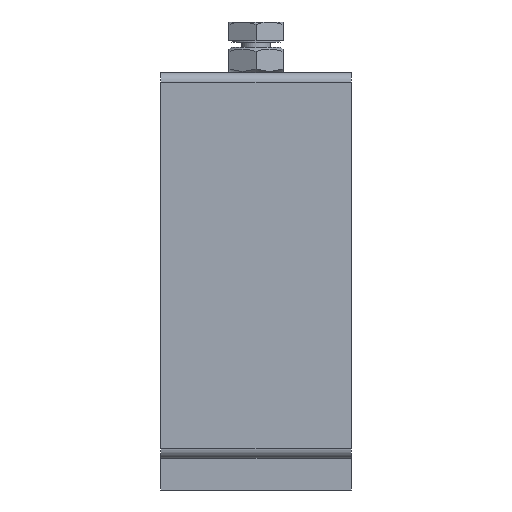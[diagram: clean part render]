
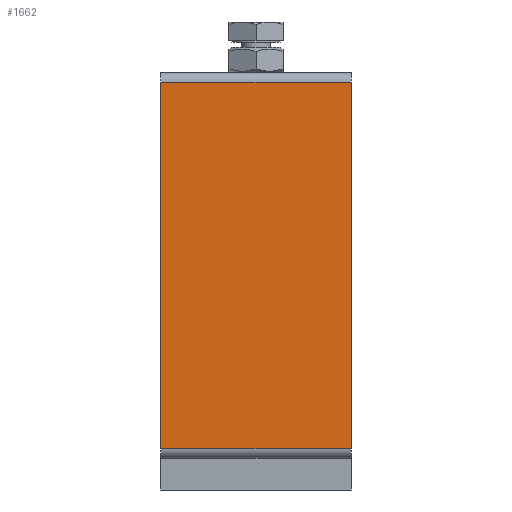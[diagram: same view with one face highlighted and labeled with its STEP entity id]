
A CAD part, left-side view. The second image highlights one B-rep face of the part: STEP entity #1662.
In plain terms, the highlighted face is planar.
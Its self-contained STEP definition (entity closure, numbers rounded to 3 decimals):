
#285=FACE_OUTER_BOUND($,#396,.T.);
#396=EDGE_LOOP($,(#1304,#1305,#1306,#1307));
#536=LINE($,#2599,#670);
#541=LINE($,#2618,#675);
#542=LINE($,#2622,#676);
#543=LINE($,#2623,#677);
#670=VECTOR($,#2103,115.3);
#675=VECTOR($,#2124,60.);
#676=VECTOR($,#2129,60.);
#677=VECTOR($,#2130,115.3);
#801=VERTEX_POINT($,#2596);
#802=VERTEX_POINT($,#2598);
#808=VERTEX_POINT($,#2617);
#809=VERTEX_POINT($,#2621);
#982=EDGE_CURVE($,#801,#802,#536,.T.);
#991=EDGE_CURVE($,#808,#802,#541,.T.);
#993=EDGE_CURVE($,#809,#801,#542,.T.);
#994=EDGE_CURVE($,#809,#808,#543,.T.);
#1304=ORIENTED_EDGE($,*,*,#982,.F.);
#1305=ORIENTED_EDGE($,*,*,#993,.F.);
#1306=ORIENTED_EDGE($,*,*,#994,.T.);
#1307=ORIENTED_EDGE($,*,*,#991,.T.);
#1590=PLANE($,#1805);
#1662=ADVANCED_FACE($,(#285),#1590,.T.);
#1805=AXIS2_PLACEMENT_3D($,#2620,#2127,#2128);
#2103=DIRECTION($,(0.,1.,0.));
#2124=DIRECTION($,(1.,0.,0.));
#2127=DIRECTION('center_axis',(0.,0.,-1.));
#2128=DIRECTION('ref_axis',(-1.,0.,0.));
#2129=DIRECTION($,(1.,0.,0.));
#2130=DIRECTION($,(0.,1.,0.));
#2596=CARTESIAN_POINT('',(100.,-57.65,0.));
#2598=CARTESIAN_POINT('',(100.,57.65,0.));
#2599=CARTESIAN_POINT($,(100.,28.825,0.));
#2617=CARTESIAN_POINT('',(40.,57.65,0.));
#2618=CARTESIAN_POINT($,(40.,57.65,0.));
#2620=CARTESIAN_POINT('Origin',(40.,57.65,0.));
#2621=CARTESIAN_POINT('',(40.,-57.65,0.));
#2622=CARTESIAN_POINT($,(40.,-57.65,0.));
#2623=CARTESIAN_POINT($,(40.,-57.65,0.));
